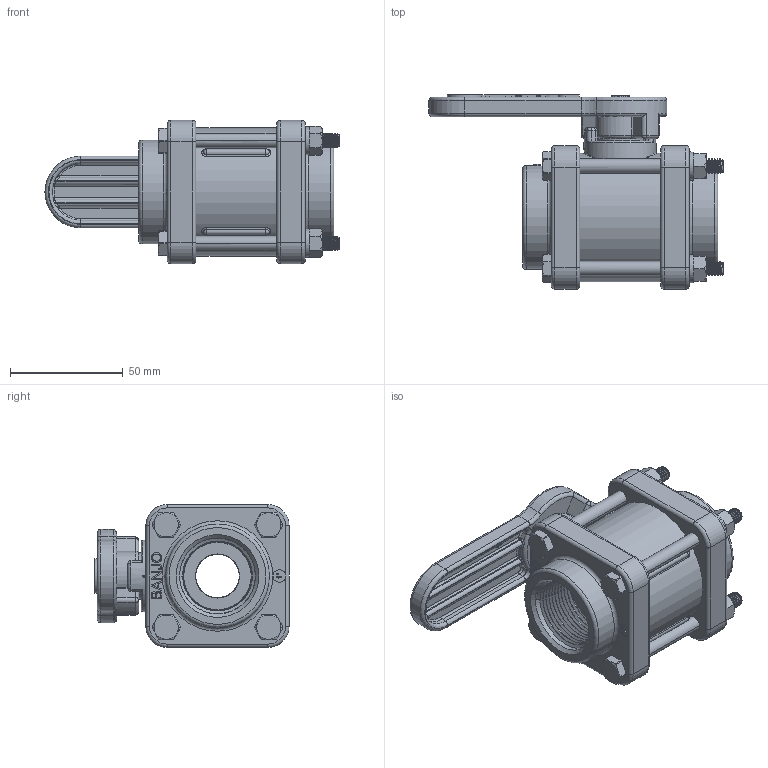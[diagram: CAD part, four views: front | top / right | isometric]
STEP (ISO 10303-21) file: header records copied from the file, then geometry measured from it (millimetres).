
FILE_DESCRIPTION(/* description */ ('VALVE BODY'),/* implementation_level */ '2;1');
FILE_NAME(/* name */ 'V100.stp',/* time_stamp */ '2014-03-12T09:04:29-04:00',/* author */ ('mclevenger'),/* organization */ (''),/* preprocessor_version */ 'ST-DEVELOPER v15.2',/* originating_system */ 'Autodesk Inventor 2014',/* authorisation */ '');
FILE_SCHEMA (('AUTOMOTIVE_DESIGN { 1 0 10303 214 3 1 1 }'));
Length unit declared in the file: inch
Products named in the file (17): V07254; V07256; V07017; V07018; V07019; V07060; V07151A; VX07155; V07155M; V07155; V07159; V07163; V07258A; V07264; V10020A; V10153A; V100
Bounding box: 130.43 x 86.11 x 63.5 mm (x, y, z)
Volume: 210835.2 mm3; surface area: 93743.3 mm2
Topology: 26 solids, 26 shells, 1995 faces, 4623 edges, 2759 vertices
Faces by surface type: cylinder 636, plane 625, cone 510, torus 98, bspline 97, sphere 29
Full cylindrical faces by diameter (mm): 3.556 x1, 4.178 x39, 4.826 x39, 5.08 x1, 5.588 x2, 7.144 x8, 10.516 x1, 13.081 x3, 13.208 x1, 16.002 x1, 17.462 x1, 17.501 x1, 17.526 x1, 19.05 x1, 19.304 x2, 19.558 x2, 19.685 x1, 20.447 x1, 20.828 x1, 21.336 x1, 22.352 x4, 24.892 x2, 30.48 x2, 31.115 x2, 31.75 x1, 37.592 x2, 40.64 x1, 43.942 x2, 45.771 x2, 45.974 x2
Entity records: 41004 total; most frequent: CARTESIAN_POINT 14814, DIRECTION 5207, ORIENTED_EDGE 5130, EDGE_CURVE 2565, AXIS2_PLACEMENT_3D 1913, VERTEX_POINT 1715, EDGE_LOOP 1504, LINE 1381
